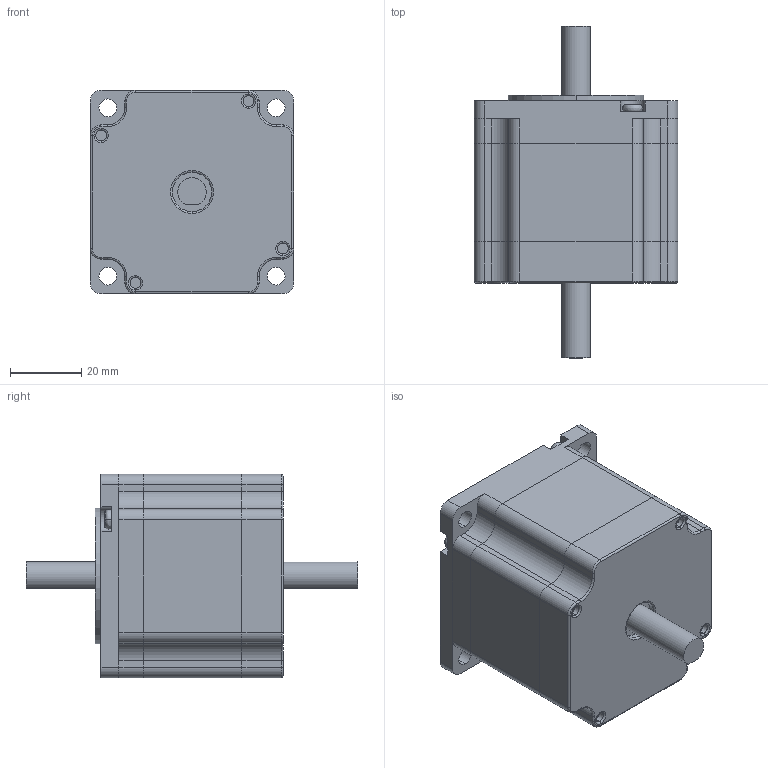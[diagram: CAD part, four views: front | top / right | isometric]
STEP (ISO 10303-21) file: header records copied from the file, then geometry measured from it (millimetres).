
FILE_DESCRIPTION (( 'STEP AP214' ), '1' );
FILE_NAME ('57HS5125B4D8.STEP', '2018-07-03T01:23:16', ( 'SUMTOR-117005' ), ( 'Microsoft' ), 'SwSTEP 2.0', 'SolidWorks 2015', '' );
FILE_SCHEMA (( 'AUTOMOTIVE_DESIGN' ));
Length unit declared in the file: millimetre
Products named in the file (6): 綴粣; M3x46; 57奻8; 57菁釱; 57笢51; 57HS5125B4D8
Assembly tree (8 placements, depth 2):
  57HS5125B4D8
    57笢51
    57菁釱
    57奻8
    M3x46  x4
    綴粣
Bounding box: 57 x 93 x 57 mm (x, y, z)
Volume: 151273 mm3; surface area: 34296.7 mm2
Topology: 8 solids, 8 shells, 302 faces, 770 edges, 496 vertices
Faces by surface type: cylinder 141, plane 115, torus 30, cone 8, bspline 8
Entity records: 7126 total; most frequent: DIRECTION 1288, CARTESIAN_POINT 1200, ORIENTED_EDGE 1138, EDGE_CURVE 569, AXIS2_PLACEMENT_3D 494, VERTEX_POINT 364, VECTOR 300, LINE 300
